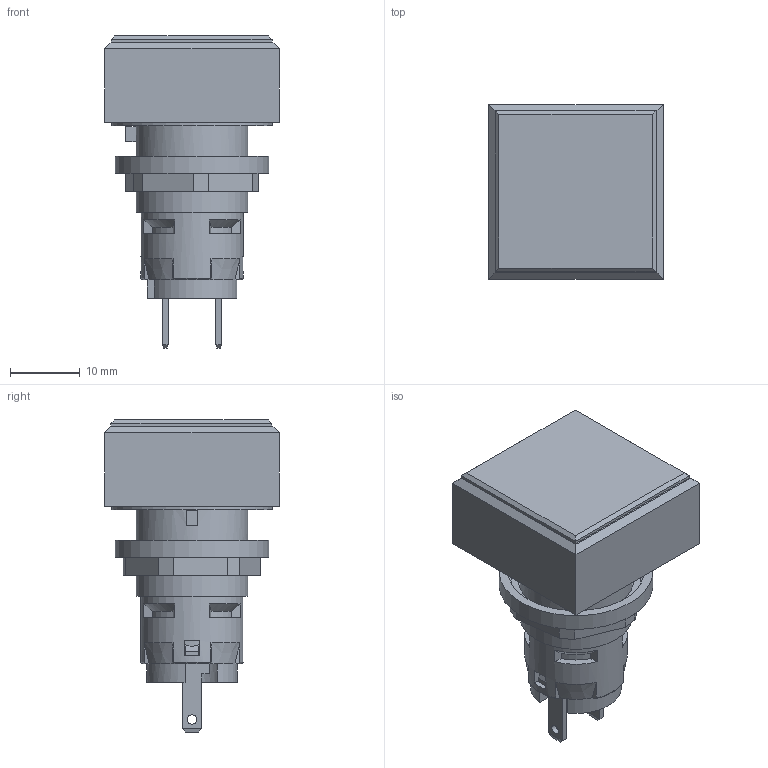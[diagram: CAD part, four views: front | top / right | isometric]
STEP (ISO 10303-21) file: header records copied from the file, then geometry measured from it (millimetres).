
FILE_DESCRIPTION(/* description */ (''),/* implementation_level */ '2;1');
FILE_NAME(/* name */ 'QXL5(DG)_ipt.stp',/* time_stamp */ '2020-03-25T07:50:15+01:00',/* author */ ('ahoffmann'),/* organization */ (''),/* preprocessor_version */ 'ST-DEVELOPER v17.2',/* originating_system */ 'Autodesk Inventor 2019',/* authorisation */ '');
FILE_SCHEMA (('AUTOMOTIVE_DESIGN { 1 0 10303 214 3 1 1 }'));
Length unit declared in the file: millimetre
Products named in the file (1): QXL5(DG)
Bounding box: 24.95 x 24.95 x 44.6 mm (x, y, z)
Volume: 12415.9 mm3; surface area: 4611.6 mm2
Topology: 1 solids, 1 shells, 183 faces, 479 edges, 313 vertices
Faces by surface type: plane 143, cylinder 25, cone 12, torus 3
Full cylindrical faces by diameter (mm): 1.35 x2, 2 x4, 12 x1, 14.65 x1, 16 x2, 16.15 x1, 16.5 x1, 19.5 x1, 22 x1, 23 x1
Entity records: 5651 total; most frequent: CARTESIAN_POINT 1044, ORIENTED_EDGE 958, DIRECTION 940, EDGE_CURVE 479, LINE 330, VECTOR 330, VERTEX_POINT 313, AXIS2_PLACEMENT_3D 305
